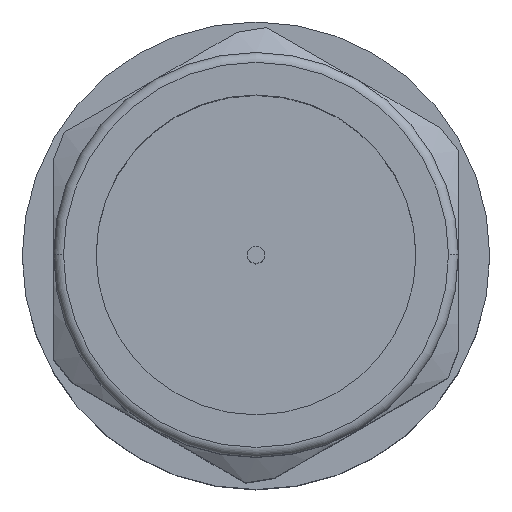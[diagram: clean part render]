
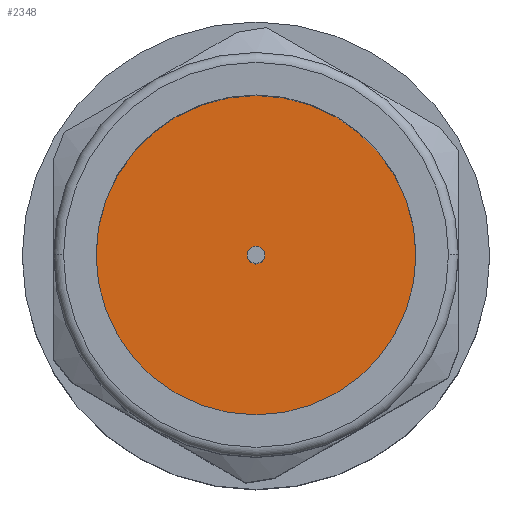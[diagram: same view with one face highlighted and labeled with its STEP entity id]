
A CAD part, top view. The second image highlights one B-rep face of the part: STEP entity #2348.
In plain terms, the highlighted planar face has unit normal (0, 0, 1).
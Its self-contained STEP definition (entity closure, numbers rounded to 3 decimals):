
#1594 = CARTESIAN_POINT ( 'NONE',  ( -3.25, 0., 2. ) ) ;
#1595 = CARTESIAN_POINT ( 'NONE',  ( 3.25, 0., 2. ) ) ;
#1596 = CARTESIAN_POINT ( 'NONE',  ( 0.175, 0., 2. ) ) ;
#1597 = CARTESIAN_POINT ( 'NONE',  ( -0.175, 0., 2. ) ) ;
#1837 = CIRCLE ( 'NONE', #10849, 3.25 ) ;
#1838 = CIRCLE ( 'NONE', #10850, 0.175 ) ;
#1992 = CIRCLE ( 'NONE', #13417, 0.175 ) ;
#2010 = CIRCLE ( 'NONE', #13418, 3.25 ) ;
#2076 = EDGE_LOOP ( 'NONE', ( #4195, #4196 ) ) ;
#2348 = ADVANCED_FACE ( 'NONE', ( #8678, #8682 ), #8820, .T. ) ;
#3974 = EDGE_LOOP ( 'NONE', ( #4197, #4198 ) ) ;
#4036 = VERTEX_POINT ( 'NONE', #1594 ) ;
#4037 = VERTEX_POINT ( 'NONE', #1595 ) ;
#4038 = VERTEX_POINT ( 'NONE', #1596 ) ;
#4039 = VERTEX_POINT ( 'NONE', #1597 ) ;
#4195 = ORIENTED_EDGE ( 'NONE', *, *, #4446, .T. ) ;
#4196 = ORIENTED_EDGE ( 'NONE', *, *, #4662, .T. ) ;
#4197 = ORIENTED_EDGE ( 'NONE', *, *, #4447, .F. ) ;
#4198 = ORIENTED_EDGE ( 'NONE', *, *, #4660, .F. ) ;
#4446 = EDGE_CURVE ( 'NONE', #4037, #4036, #1837, .T. ) ;
#4447 = EDGE_CURVE ( 'NONE', #4039, #4038, #1838, .T. ) ;
#4660 = EDGE_CURVE ( 'NONE', #4038, #4039, #1992, .T. ) ;
#4662 = EDGE_CURVE ( 'NONE', #4036, #4037, #2010, .T. ) ;
#8678 = FACE_OUTER_BOUND ( 'NONE', #2076, .T. ) ;
#8682 = FACE_BOUND ( 'NONE', #3974, .T. ) ;
#8820 = PLANE ( 'NONE',  #9322 ) ;
#8827 = CARTESIAN_POINT ( 'NONE',  ( 0., 0., 2. ) ) ;
#8828 = DIRECTION ( 'NONE',  ( 0., 0., 1. ) ) ;
#8829 = DIRECTION ( 'NONE',  ( 1., 0., 0. ) ) ;
#9322 = AXIS2_PLACEMENT_3D ( 'NONE', #8827, #8828, #8829 ) ;
#10849 = AXIS2_PLACEMENT_3D ( 'NONE', #12324, #12325, #12326 ) ;
#10850 = AXIS2_PLACEMENT_3D ( 'NONE', #12327, #12328, #12329 ) ;
#12324 = CARTESIAN_POINT ( 'NONE',  ( 0., 0., 2. ) ) ;
#12325 = DIRECTION ( 'NONE',  ( 0., 0., 1. ) ) ;
#12326 = DIRECTION ( 'NONE',  ( 1., 0., 0. ) ) ;
#12327 = CARTESIAN_POINT ( 'NONE',  ( 0., 0., 2. ) ) ;
#12328 = DIRECTION ( 'NONE',  ( 0., 0., 1. ) ) ;
#12329 = DIRECTION ( 'NONE',  ( 1., 0., 0. ) ) ;
#13292 = CARTESIAN_POINT ( 'NONE',  ( 0., 0., 2. ) ) ;
#13293 = DIRECTION ( 'NONE',  ( 0., 0., 1. ) ) ;
#13294 = DIRECTION ( 'NONE',  ( 1., 0., 0. ) ) ;
#13296 = CARTESIAN_POINT ( 'NONE',  ( 0., 0., 2. ) ) ;
#13297 = DIRECTION ( 'NONE',  ( 0., 0., 1. ) ) ;
#13298 = DIRECTION ( 'NONE',  ( 1., 0., 0. ) ) ;
#13417 = AXIS2_PLACEMENT_3D ( 'NONE', #13292, #13293, #13294 ) ;
#13418 = AXIS2_PLACEMENT_3D ( 'NONE', #13296, #13297, #13298 ) ;
